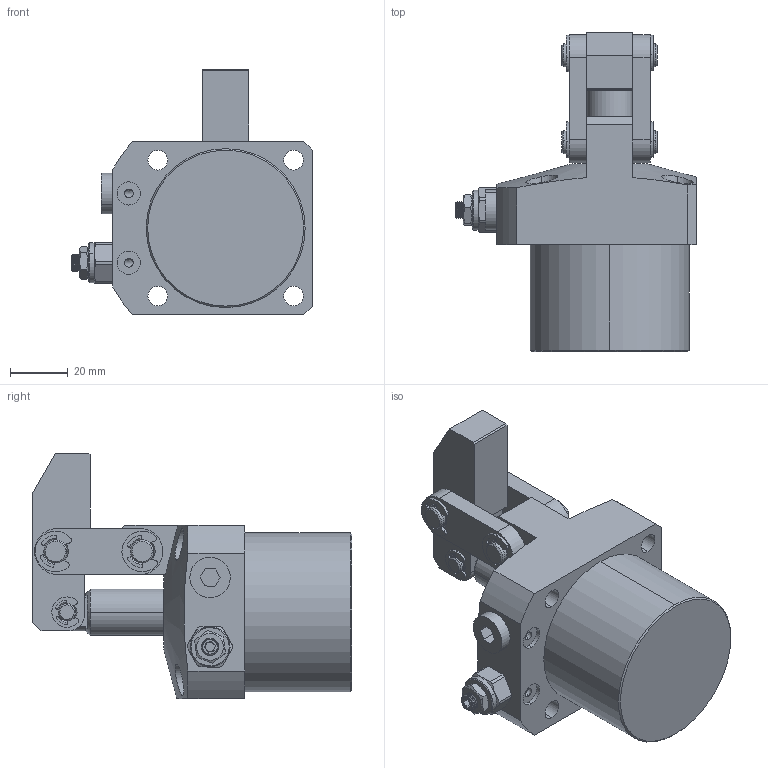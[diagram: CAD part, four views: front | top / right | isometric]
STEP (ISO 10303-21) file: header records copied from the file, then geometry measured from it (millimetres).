
FILE_DESCRIPTION (( 'STEP AP214' ), '1' );
FILE_NAME ('CLKA-055CR油压杠杆缸三维图.STEP', '2022-06-27T02:38:05', ( 'PC' ), ( '' ), 'SwSTEP 2.0', 'SolidWorks 2016', '' );
FILE_SCHEMA (( 'AUTOMOTIVE_DESIGN' ));
Length unit declared in the file: millimetre
Products named in the file (11): CLKA-055蟀裝; 055GR掛极; CZL10覃厒概002; 囀鞠褒黑芛郔陔1-8_1; 40傻种1_3_1_1; CLKA-055活塞杆_4; CLKA-40揤旋2_3_1_1; 开口挡圈6_3_1_1; 40ｳ､ﾏ銈3_1_1; 开口挡圈8_3_1_1; CLKA-055CR油压杠杆缸三维图
Assembly tree (16 placements, depth 2):
  CLKA-055CR油压杠杆缸三维图
    开口挡圈8_3_1_1  x4
    40ｳ､ﾏ銈3_1_1  x2
    开口挡圈6_3_1_1  x2
    CLKA-40揤旋2_3_1_1
    CLKA-055活塞杆_4
    40傻种1_3_1_1
    囀鞠褒黑芛郔陔1-8_1
    CZL10覃厒概002
    055GR掛极
    CLKA-055蟀裝  x2
Bounding box: 83.3 x 110.5 x 85 mm (x, y, z)
Volume: 188107.3 mm3; surface area: 53579.1 mm2
Topology: 18 solids, 18 shells, 584 faces, 1486 edges, 958 vertices
Faces by surface type: cylinder 301, plane 171, cone 86, bspline 25, sphere 1
Entity records: 17228 total; most frequent: CARTESIAN_POINT 6471, DIRECTION 2187, ORIENTED_EDGE 2154, EDGE_CURVE 1077, AXIS2_PLACEMENT_3D 865, VERTEX_POINT 691, EDGE_LOOP 492, LINE 457
